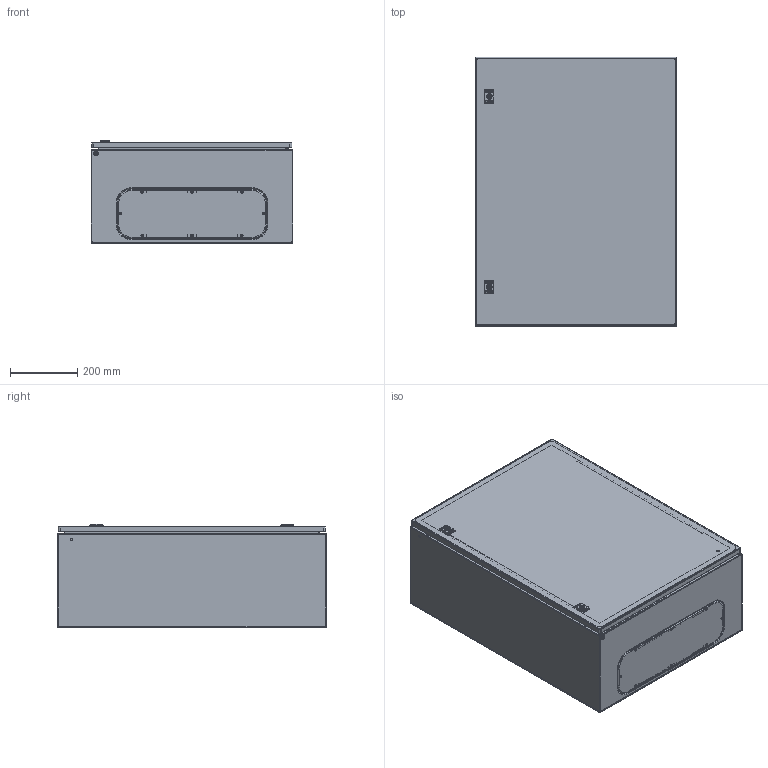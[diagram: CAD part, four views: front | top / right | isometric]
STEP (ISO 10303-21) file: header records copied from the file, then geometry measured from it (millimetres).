
FILE_DESCRIPTION(('STEP AP242'),'1');
FILE_NAME('nsycrn86300.stp','2018-11-08T21:52:14',('TraceParts'),('TraceParts S.A.'),'Spatial InterOp 3D',' ',' ');
FILE_SCHEMA(('AP242_MANAGED_MODEL_BASED_3D_ENGINEERING_MIM_LF {1 0 10303 442 1 1 4}'));
Length unit declared in the file: millimetre
Products named in the file (1): NSYCRN86300_ASM|BODY_CRN86_300#BODY_CRN86_300;BODY_CRN86_300
Bounding box: 600 x 801.2 x 307.61 mm (x, y, z)
Volume: 2763832.9 mm3; surface area: 3947650 mm2
Topology: 7 solids, 19 shells, 3779 faces, 10177 edges, 6436 vertices
Faces by surface type: plane 1457, cylinder 1152, cone 338, extrusion 292, torus 276, bspline 182, sphere 78, revolution 4
Entity records: 133856 total; most frequent: CARTESIAN_POINT 40283, ORIENTED_EDGE 20170, DIRECTION 18666, EDGE_CURVE 10085, AXIS2_PLACEMENT_3D 6598, VERTEX_POINT 6436, VECTOR 5466, LINE 5174
